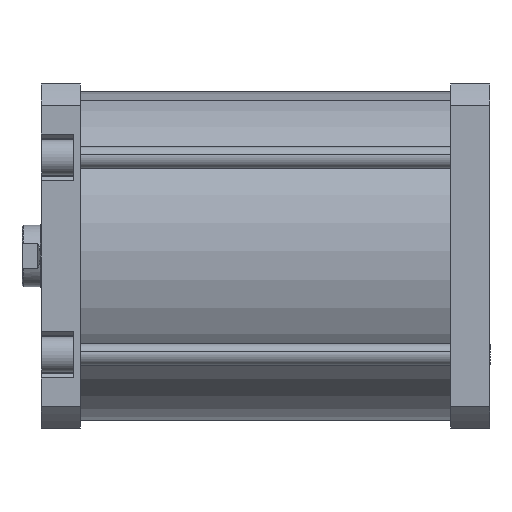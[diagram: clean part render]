
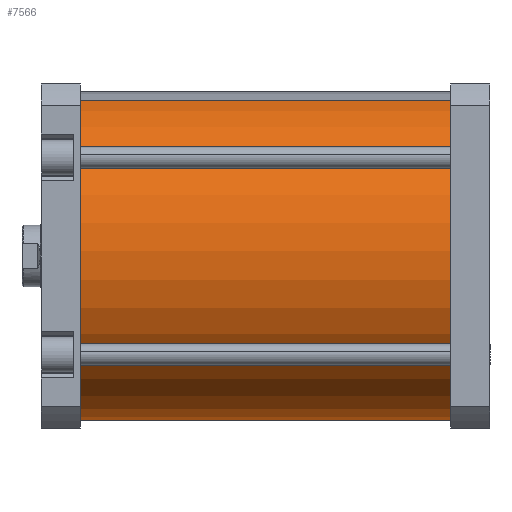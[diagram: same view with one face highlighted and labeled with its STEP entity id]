
A CAD part, front view. The second image highlights one B-rep face of the part: STEP entity #7566.
In plain terms, the highlighted cylindrical face has radius 105 mm (diameter 210 mm), a partial arc.
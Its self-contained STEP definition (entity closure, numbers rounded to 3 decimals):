
#393 = VERTEX_POINT ( 'NONE', #741 ) ;
#394 = VERTEX_POINT ( 'NONE', #742 ) ;
#395 = VERTEX_POINT ( 'NONE', #743 ) ;
#396 = VERTEX_POINT ( 'NONE', #744 ) ;
#741 = CARTESIAN_POINT ( 'NONE',  ( 105., 0., 237. ) ) ;
#742 = CARTESIAN_POINT ( 'NONE',  ( -105., 0., 237. ) ) ;
#743 = CARTESIAN_POINT ( 'NONE',  ( 105., 0., 0. ) ) ;
#744 = CARTESIAN_POINT ( 'NONE',  ( -105., 0., 0. ) ) ;
#1149 = EDGE_LOOP ( 'NONE', ( #3114, #3113, #3112, #3111 ) ) ;
#1585 = EDGE_CURVE ( 'NONE', #393, #395, #5203, .T. ) ;
#1661 = EDGE_CURVE ( 'NONE', #394, #396, #5322, .T. ) ;
#1666 = EDGE_CURVE ( 'NONE', #394, #393, #5334, .T. ) ;
#1699 = EDGE_CURVE ( 'NONE', #396, #395, #5381, .T. ) ;
#2426 = AXIS2_PLACEMENT_3D ( 'NONE', #4759, #4760, #4761 ) ;
#2441 = AXIS2_PLACEMENT_3D ( 'NONE', #4843, #4844, #4845 ) ;
#2613 = AXIS2_PLACEMENT_3D ( 'NONE', #6813, #6790, #6793 ) ;
#3111 = ORIENTED_EDGE ( 'NONE', *, *, #1699, .T. ) ;
#3112 = ORIENTED_EDGE ( 'NONE', *, *, #1661, .T. ) ;
#3113 = ORIENTED_EDGE ( 'NONE', *, *, #1666, .F. ) ;
#3114 = ORIENTED_EDGE ( 'NONE', *, *, #1585, .F. ) ;
#4550 = CARTESIAN_POINT ( 'NONE',  ( 105., 0., 237. ) ) ;
#4551 = DIRECTION ( 'NONE',  ( 0., 0., -1. ) ) ;
#4744 = CARTESIAN_POINT ( 'NONE',  ( -105., 0., 237. ) ) ;
#4746 = DIRECTION ( 'NONE',  ( 0., 0., -1. ) ) ;
#4759 = CARTESIAN_POINT ( 'NONE',  ( 0., 0., 237. ) ) ;
#4760 = DIRECTION ( 'NONE',  ( 0., 0., 1. ) ) ;
#4761 = DIRECTION ( 'NONE',  ( 1., 0., 0. ) ) ;
#4843 = CARTESIAN_POINT ( 'NONE',  ( 0., 0., 0. ) ) ;
#4844 = DIRECTION ( 'NONE',  ( 0., 0., 1. ) ) ;
#4845 = DIRECTION ( 'NONE',  ( 1., 0., 0. ) ) ;
#5203 = LINE ( 'NONE', #4550, #5217 ) ;
#5217 = VECTOR ( 'NONE', #4551, 1000. ) ;
#5322 = LINE ( 'NONE', #4744, #5325 ) ;
#5325 = VECTOR ( 'NONE', #4746, 1000. ) ;
#5334 = CIRCLE ( 'NONE', #2426, 105. ) ;
#5381 = CIRCLE ( 'NONE', #2441, 105. ) ;
#6790 = DIRECTION ( 'NONE',  ( 0., 0., -1. ) ) ;
#6793 = DIRECTION ( 'NONE',  ( -1., 0., 0. ) ) ;
#6813 = CARTESIAN_POINT ( 'NONE',  ( 0., 0., 237. ) ) ;
#7165 = FACE_OUTER_BOUND ( 'NONE', #1149, .T. ) ;
#7170 = CYLINDRICAL_SURFACE ( 'NONE', #2613, 105. ) ;
#7566 = ADVANCED_FACE ( 'NONE', ( #7165 ), #7170, .T. ) ;
